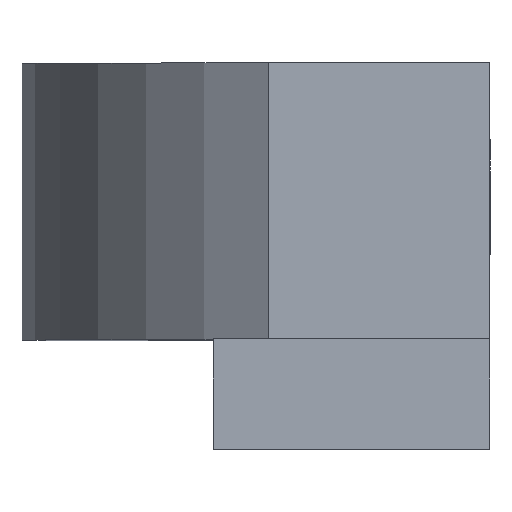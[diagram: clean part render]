
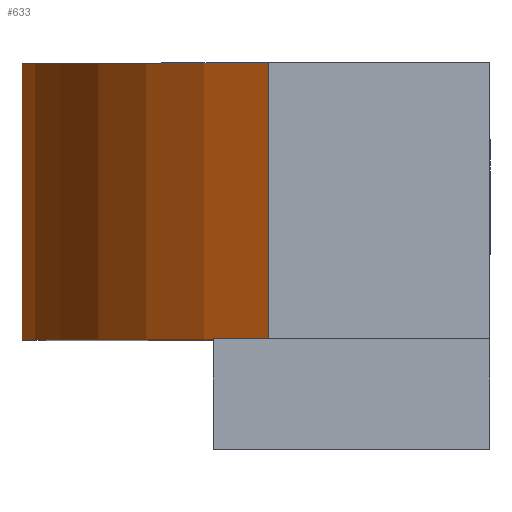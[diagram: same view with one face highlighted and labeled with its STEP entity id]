
A CAD part, top view. The second image highlights one B-rep face of the part: STEP entity #633.
In plain terms, the highlighted cylindrical face has radius 21.557 mm (diameter 43.114 mm), a partial arc.
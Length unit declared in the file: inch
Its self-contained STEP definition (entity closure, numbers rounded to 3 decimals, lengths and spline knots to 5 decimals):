
#21 = FACE_OUTER_BOUND ( 'NONE', #831, .T. ) ;
#33 = DIRECTION ( 'NONE',  ( 0., 0., 1. ) ) ;
#78 = EDGE_CURVE ( 'NONE', #485, #828, #897, .T. ) ;
#126 = AXIS2_PLACEMENT_3D ( 'NONE', #863, #714, #33 ) ;
#140 = DIRECTION ( 'NONE',  ( 0., -1., 0. ) ) ;
#179 = CARTESIAN_POINT ( 'NONE',  ( 0., 0.5, 0. ) ) ;
#206 = AXIS2_PLACEMENT_3D ( 'NONE', #179, #874, #718 ) ;
#217 = VERTEX_POINT ( 'NONE', #887 ) ;
#265 = CARTESIAN_POINT ( 'NONE',  ( -0.26838, 0.5, -0.80515 ) ) ;
#327 = CIRCLE ( 'NONE', #126, 0.8487 ) ;
#345 = ORIENTED_EDGE ( 'NONE', *, *, #680, .T. ) ;
#375 = AXIS2_PLACEMENT_3D ( 'NONE', #620, #414, #781 ) ;
#402 = CARTESIAN_POINT ( 'NONE',  ( -0.26838, 0.5, 0.80515 ) ) ;
#403 = VECTOR ( 'NONE', #504, 39.37008 ) ;
#414 = DIRECTION ( 'NONE',  ( 0., 1., 0. ) ) ;
#485 = VERTEX_POINT ( 'NONE', #402 ) ;
#504 = DIRECTION ( 'NONE',  ( 0., -1., 0. ) ) ;
#530 = EDGE_CURVE ( 'NONE', #623, #485, #808, .T. ) ;
#548 = ORIENTED_EDGE ( 'NONE', *, *, #530, .F. ) ;
#620 = CARTESIAN_POINT ( 'NONE',  ( 0., 0.5, 0. ) ) ;
#623 = VERTEX_POINT ( 'NONE', #265 ) ;
#633 = ADVANCED_FACE ( 'NONE', ( #21 ), #740, .T. ) ;
#680 = EDGE_CURVE ( 'NONE', #623, #217, #946, .T. ) ;
#682 = VECTOR ( 'NONE', #140, 39.37008 ) ;
#710 = EDGE_CURVE ( 'NONE', #217, #828, #327, .T. ) ;
#714 = DIRECTION ( 'NONE',  ( 0., 1., 0. ) ) ;
#718 = DIRECTION ( 'NONE',  ( 0., 0., -1. ) ) ;
#740 = CYLINDRICAL_SURFACE ( 'NONE', #206, 0.8487 ) ;
#773 = CARTESIAN_POINT ( 'NONE',  ( -0.26838, 0., 0.80515 ) ) ;
#781 = DIRECTION ( 'NONE',  ( 0., 0., 1. ) ) ;
#808 = CIRCLE ( 'NONE', #375, 0.8487 ) ;
#820 = CARTESIAN_POINT ( 'NONE',  ( -0.26838, 0.5, 0.80515 ) ) ;
#828 = VERTEX_POINT ( 'NONE', #773 ) ;
#831 = EDGE_LOOP ( 'NONE', ( #965, #905, #548, #345 ) ) ;
#863 = CARTESIAN_POINT ( 'NONE',  ( 0., 0., 0. ) ) ;
#874 = DIRECTION ( 'NONE',  ( 0., -1., 0. ) ) ;
#880 = CARTESIAN_POINT ( 'NONE',  ( -0.26838, 0.5, -0.80515 ) ) ;
#887 = CARTESIAN_POINT ( 'NONE',  ( -0.26838, 0., -0.80515 ) ) ;
#897 = LINE ( 'NONE', #820, #682 ) ;
#905 = ORIENTED_EDGE ( 'NONE', *, *, #78, .F. ) ;
#946 = LINE ( 'NONE', #880, #403 ) ;
#965 = ORIENTED_EDGE ( 'NONE', *, *, #710, .T. ) ;
